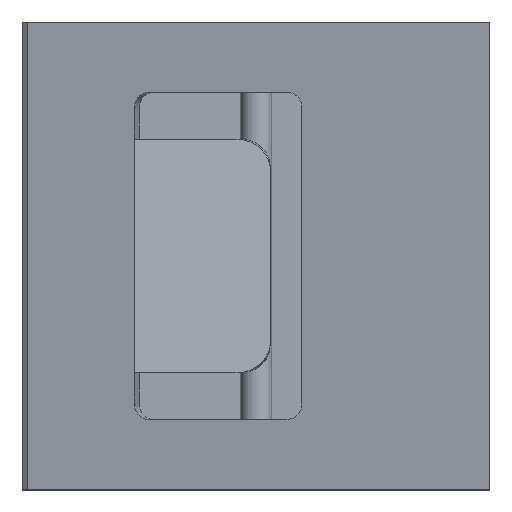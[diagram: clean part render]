
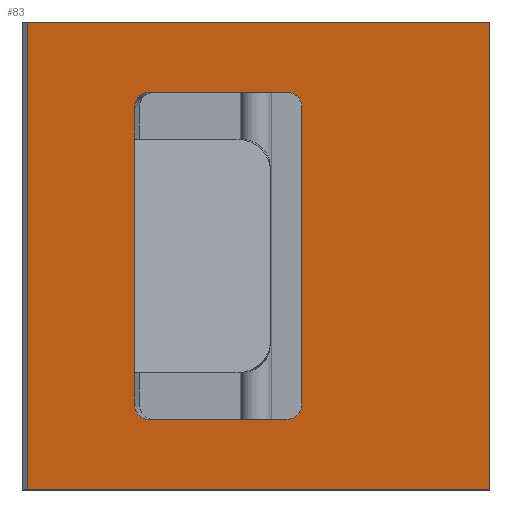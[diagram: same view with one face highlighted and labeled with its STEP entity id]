
A CAD part, top view. The second image highlights one B-rep face of the part: STEP entity #83.
In plain terms, the highlighted planar face has unit normal (-0.208, 0, 0.978).
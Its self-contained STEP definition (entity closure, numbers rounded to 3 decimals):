
#83 = ADVANCED_FACE( '', ( #128, #129 ), #130, .T. );
#128 = FACE_OUTER_BOUND( '', #200, .T. );
#129 = FACE_BOUND( '', #201, .T. );
#130 = PLANE( '', #202 );
#200 = EDGE_LOOP( '', ( #321, #322, #323, #324 ) );
#201 = EDGE_LOOP( '', ( #325, #326, #327, #328, #329, #330, #331, #332, #333, #334 ) );
#202 = AXIS2_PLACEMENT_3D( '', #335, #336, #337 );
#321 = ORIENTED_EDGE( '', *, *, #580, .F. );
#322 = ORIENTED_EDGE( '', *, *, #581, .F. );
#323 = ORIENTED_EDGE( '', *, *, #582, .T. );
#324 = ORIENTED_EDGE( '', *, *, #583, .T. );
#325 = ORIENTED_EDGE( '', *, *, #579, .F. );
#326 = ORIENTED_EDGE( '', *, *, #575, .T. );
#327 = ORIENTED_EDGE( '', *, *, #584, .T. );
#328 = ORIENTED_EDGE( '', *, *, #585, .T. );
#329 = ORIENTED_EDGE( '', *, *, #586, .F. );
#330 = ORIENTED_EDGE( '', *, *, #587, .T. );
#331 = ORIENTED_EDGE( '', *, *, #588, .F. );
#332 = ORIENTED_EDGE( '', *, *, #589, .T. );
#333 = ORIENTED_EDGE( '', *, *, #590, .F. );
#334 = ORIENTED_EDGE( '', *, *, #591, .F. );
#335 = CARTESIAN_POINT( '', ( 15., 15., 13.354 ) );
#336 = DIRECTION( '', ( -0.208, 0., 0.978 ) );
#337 = DIRECTION( '', ( 0.978, 0., 0.208 ) );
#575 = EDGE_CURVE( '', #693, #694, #695, .F. );
#579 = EDGE_CURVE( '', #693, #698, #700, .T. );
#580 = EDGE_CURVE( '', #701, #702, #703, .T. );
#581 = EDGE_CURVE( '', #704, #701, #705, .T. );
#582 = EDGE_CURVE( '', #704, #706, #707, .T. );
#583 = EDGE_CURVE( '', #706, #702, #708, .T. );
#584 = EDGE_CURVE( '', #694, #709, #710, .T. );
#585 = EDGE_CURVE( '', #709, #711, #712, .F. );
#586 = EDGE_CURVE( '', #713, #711, #714, .T. );
#587 = EDGE_CURVE( '', #713, #715, #716, .F. );
#588 = EDGE_CURVE( '', #717, #715, #718, .T. );
#589 = EDGE_CURVE( '', #717, #719, #720, .F. );
#590 = EDGE_CURVE( '', #644, #719, #721, .T. );
#591 = EDGE_CURVE( '', #698, #644, #722, .T. );
#644 = VERTEX_POINT( '', #799 );
#693 = VERTEX_POINT( '', #867 );
#694 = VERTEX_POINT( '', #868 );
#695 = CIRCLE( '', #869, 1. );
#698 = VERTEX_POINT( '', #874 );
#700 = LINE( '', #877, #878 );
#701 = VERTEX_POINT( '', #879 );
#702 = VERTEX_POINT( '', #880 );
#703 = LINE( '', #881, #882 );
#704 = VERTEX_POINT( '', #883 );
#705 = LINE( '', #884, #885 );
#706 = VERTEX_POINT( '', #886 );
#707 = LINE( '', #887, #888 );
#708 = LINE( '', #889, #890 );
#709 = VERTEX_POINT( '', #891 );
#710 = LINE( '', #892, #893 );
#711 = VERTEX_POINT( '', #894 );
#712 = CIRCLE( '', #895, 1. );
#713 = VERTEX_POINT( '', #896 );
#714 = LINE( '', #897, #898 );
#715 = VERTEX_POINT( '', #899 );
#716 = CIRCLE( '', #900, 1. );
#717 = VERTEX_POINT( '', #901 );
#718 = LINE( '', #902, #903 );
#719 = VERTEX_POINT( '', #904 );
#720 = CIRCLE( '', #905, 1. );
#721 = LINE( '', #906, #907 );
#722 = LINE( '', #908, #909 );
#799 = CARTESIAN_POINT( '', ( -7.809, -7.5, 8.505 ) );
#867 = CARTESIAN_POINT( '', ( -7.809, 9.5, 8.505 ) );
#868 = CARTESIAN_POINT( '', ( -6.831, 10.5, 8.713 ) );
#869 = AXIS2_PLACEMENT_3D( '', #1067, #1068, #1069 );
#874 = CARTESIAN_POINT( '', ( -7.809, 7.5, 8.505 ) );
#877 = CARTESIAN_POINT( '', ( -7.809, 15., 8.505 ) );
#878 = VECTOR( '', #1073, 1000. );
#879 = CARTESIAN_POINT( '', ( 15., -15., 13.354 ) );
#880 = CARTESIAN_POINT( '', ( -14.656, -15., 7.05 ) );
#881 = CARTESIAN_POINT( '', ( 15., -15., 13.354 ) );
#882 = VECTOR( '', #1074, 1000. );
#883 = CARTESIAN_POINT( '', ( 15., 15., 13.354 ) );
#884 = CARTESIAN_POINT( '', ( 15., 15., 13.354 ) );
#885 = VECTOR( '', #1075, 1000. );
#886 = CARTESIAN_POINT( '', ( -14.656, 15., 7.05 ) );
#887 = CARTESIAN_POINT( '', ( 15., 15., 13.354 ) );
#888 = VECTOR( '', #1076, 1000. );
#889 = CARTESIAN_POINT( '', ( -14.656, 15., 7.05 ) );
#890 = VECTOR( '', #1077, 1000. );
#891 = CARTESIAN_POINT( '', ( 1.972, 10.5, 10.584 ) );
#892 = CARTESIAN_POINT( '', ( 15., 10.5, 13.354 ) );
#893 = VECTOR( '', #1078, 1000. );
#894 = CARTESIAN_POINT( '', ( 2.95, 9.5, 10.792 ) );
#895 = AXIS2_PLACEMENT_3D( '', #1079, #1080, #1081 );
#896 = CARTESIAN_POINT( '', ( 2.95, -9.5, 10.792 ) );
#897 = CARTESIAN_POINT( '', ( 2.95, 15., 10.792 ) );
#898 = VECTOR( '', #1082, 1000. );
#899 = CARTESIAN_POINT( '', ( 1.972, -10.5, 10.584 ) );
#900 = AXIS2_PLACEMENT_3D( '', #1083, #1084, #1085 );
#901 = CARTESIAN_POINT( '', ( -6.831, -10.5, 8.713 ) );
#902 = CARTESIAN_POINT( '', ( 15., -10.5, 13.354 ) );
#903 = VECTOR( '', #1086, 1000. );
#904 = CARTESIAN_POINT( '', ( -7.809, -9.5, 8.505 ) );
#905 = AXIS2_PLACEMENT_3D( '', #1087, #1088, #1089 );
#906 = CARTESIAN_POINT( '', ( -7.809, 15., 8.505 ) );
#907 = VECTOR( '', #1090, 1000. );
#908 = CARTESIAN_POINT( '', ( -7.809, 7.5, 8.505 ) );
#909 = VECTOR( '', #1091, 1000. );
#1067 = CARTESIAN_POINT( '', ( -6.831, 9.5, 8.713 ) );
#1068 = DIRECTION( '', ( -0.208, 0., 0.978 ) );
#1069 = DIRECTION( '', ( -0.978, 0., -0.208 ) );
#1073 = DIRECTION( '', ( 0., -1., 0. ) );
#1074 = DIRECTION( '', ( -0.978, 0., -0.208 ) );
#1075 = DIRECTION( '', ( 0., -1., 0. ) );
#1076 = DIRECTION( '', ( -0.978, 0., -0.208 ) );
#1077 = DIRECTION( '', ( 0., -1., 0. ) );
#1078 = DIRECTION( '', ( 0.978, 0., 0.208 ) );
#1079 = CARTESIAN_POINT( '', ( 1.972, 9.5, 10.584 ) );
#1080 = DIRECTION( '', ( -0.208, 0., 0.978 ) );
#1081 = DIRECTION( '', ( -0.978, 0., -0.208 ) );
#1082 = DIRECTION( '', ( 0., 1., 0. ) );
#1083 = CARTESIAN_POINT( '', ( 1.972, -9.5, 10.584 ) );
#1084 = DIRECTION( '', ( -0.208, 0., 0.978 ) );
#1085 = DIRECTION( '', ( -0.978, 0., -0.208 ) );
#1086 = DIRECTION( '', ( 0.978, 0., 0.208 ) );
#1087 = CARTESIAN_POINT( '', ( -6.831, -9.5, 8.713 ) );
#1088 = DIRECTION( '', ( -0.208, 0., 0.978 ) );
#1089 = DIRECTION( '', ( -0.978, 0., -0.208 ) );
#1090 = DIRECTION( '', ( 0., -1., 0. ) );
#1091 = DIRECTION( '', ( 0., -1., 0. ) );
